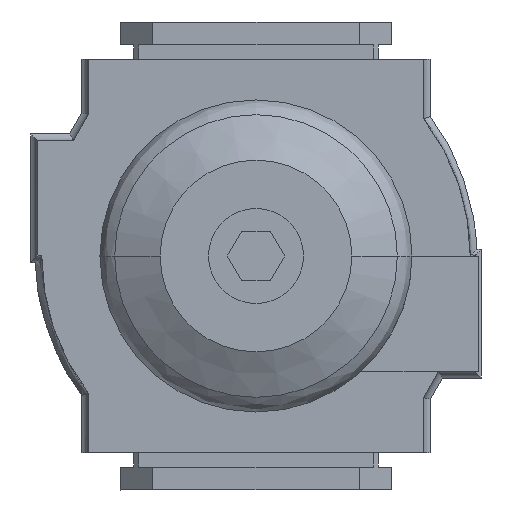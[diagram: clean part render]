
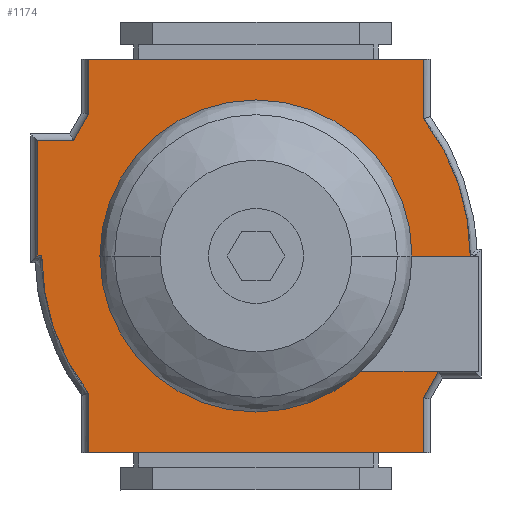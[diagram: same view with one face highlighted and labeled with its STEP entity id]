
A CAD part, front view. The second image highlights one B-rep face of the part: STEP entity #1174.
In plain terms, the highlighted face is planar.
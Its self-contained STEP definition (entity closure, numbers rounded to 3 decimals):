
#5 = ORIENTED_EDGE ( 'NONE', *, *, #4328, .F. ) ;
#10 = DIRECTION ( 'NONE',  ( 1., 0., 0. ) ) ;
#53 = CARTESIAN_POINT ( 'NONE',  ( 23.5, 30.9, 12.4 ) ) ;
#273 = CARTESIAN_POINT ( 'NONE',  ( 18., 30.9, 15.2 ) ) ;
#294 = VECTOR ( 'NONE', #1741, 1000. ) ;
#303 = PLANE ( 'NONE',  #1313 ) ;
#356 = EDGE_CURVE ( 'NONE', #1884, #2483, #3058, .T. ) ;
#380 = LINE ( 'NONE', #2290, #1141 ) ;
#428 = CARTESIAN_POINT ( 'NONE',  ( 23., 30.9, 0. ) ) ;
#472 = DIRECTION ( 'NONE',  ( 0., 0., -1. ) ) ;
#586 = LINE ( 'NONE', #3752, #3593 ) ;
#684 = VERTEX_POINT ( 'NONE', #3358 ) ;
#809 = DIRECTION ( 'NONE',  ( 0., 0., 1. ) ) ;
#868 = CIRCLE ( 'NONE', #2838, 24.2 ) ;
#886 = CARTESIAN_POINT ( 'NONE',  ( 23.5, 30.9, 0. ) ) ;
#900 = CARTESIAN_POINT ( 'NONE',  ( 23., 30.9, 0. ) ) ;
#1023 = VERTEX_POINT ( 'NONE', #2463 ) ;
#1078 = DIRECTION ( 'NONE',  ( 0., 0., 1. ) ) ;
#1141 = VECTOR ( 'NONE', #472, 1000. ) ;
#1165 = EDGE_CURVE ( 'NONE', #5323, #2603, #5032, .T. ) ;
#1174 = ADVANCED_FACE ( 'NONE', ( #5897 ), #303, .T. ) ;
#1218 = VERTEX_POINT ( 'NONE', #900 ) ;
#1303 = CARTESIAN_POINT ( 'NONE',  ( 0., 30.9, 0. ) ) ;
#1304 = CARTESIAN_POINT ( 'NONE',  ( -23.5, 30.9, 0. ) ) ;
#1313 = AXIS2_PLACEMENT_3D ( 'NONE', #1303, #4008, #809 ) ;
#1326 = CARTESIAN_POINT ( 'NONE',  ( -1.2, 30.9, 0. ) ) ;
#1336 = VECTOR ( 'NONE', #5024, 1000. ) ;
#1435 = DIRECTION ( 'NONE',  ( -1., 0., 0. ) ) ;
#1473 = EDGE_CURVE ( 'NONE', #2603, #5773, #1661, .T. ) ;
#1547 = EDGE_CURVE ( 'NONE', #2298, #1218, #3978, .T. ) ;
#1562 = ORIENTED_EDGE ( 'NONE', *, *, #1473, .F. ) ;
#1568 = ORIENTED_EDGE ( 'NONE', *, *, #1768, .F. ) ;
#1661 = LINE ( 'NONE', #4061, #1715 ) ;
#1692 = EDGE_CURVE ( 'NONE', #5773, #2050, #3619, .T. ) ;
#1708 = CARTESIAN_POINT ( 'NONE',  ( 1.2, 30.9, 0. ) ) ;
#1715 = VECTOR ( 'NONE', #3097, 1000. ) ;
#1740 = CARTESIAN_POINT ( 'NONE',  ( -18., 30.9, -15.2 ) ) ;
#1741 = DIRECTION ( 'NONE',  ( -0.496, 0., 0.868 ) ) ;
#1768 = EDGE_CURVE ( 'NONE', #4803, #4972, #380, .T. ) ;
#1820 = AXIS2_PLACEMENT_3D ( 'NONE', #1326, #3784, #4735 ) ;
#1884 = VERTEX_POINT ( 'NONE', #3334 ) ;
#1910 = DIRECTION ( 'NONE',  ( 0.496, 0., -0.868 ) ) ;
#1923 = ORIENTED_EDGE ( 'NONE', *, *, #2143, .F. ) ;
#2050 = VERTEX_POINT ( 'NONE', #3070 ) ;
#2064 = LINE ( 'NONE', #5778, #5634 ) ;
#2089 = EDGE_CURVE ( 'NONE', #684, #1884, #586, .T. ) ;
#2100 = DIRECTION ( 'NONE',  ( 1., 0., 0. ) ) ;
#2143 = EDGE_CURVE ( 'NONE', #4711, #2298, #5790, .T. ) ;
#2152 = CARTESIAN_POINT ( 'NONE',  ( -23.5, 30.9, -12.4 ) ) ;
#2217 = CARTESIAN_POINT ( 'NONE',  ( 18., 30.9, -21.125 ) ) ;
#2222 = CARTESIAN_POINT ( 'NONE',  ( 18., 30.9, 21.125 ) ) ;
#2290 = CARTESIAN_POINT ( 'NONE',  ( -23.5, 30.9, 0. ) ) ;
#2298 = VERTEX_POINT ( 'NONE', #5491 ) ;
#2311 = VERTEX_POINT ( 'NONE', #886 ) ;
#2376 = CARTESIAN_POINT ( 'NONE',  ( 23.5, 30.9, 12.4 ) ) ;
#2463 = CARTESIAN_POINT ( 'NONE',  ( -23., 30.9, 0. ) ) ;
#2483 = VERTEX_POINT ( 'NONE', #4077 ) ;
#2495 = ORIENTED_EDGE ( 'NONE', *, *, #2656, .F. ) ;
#2544 = VECTOR ( 'NONE', #10, 1000. ) ;
#2563 = LINE ( 'NONE', #2655, #294 ) ;
#2603 = VERTEX_POINT ( 'NONE', #2222 ) ;
#2619 = LINE ( 'NONE', #5457, #3203 ) ;
#2632 = EDGE_CURVE ( 'NONE', #1218, #2311, #4238, .T. ) ;
#2655 = CARTESIAN_POINT ( 'NONE',  ( 19.6, 30.9, 12.4 ) ) ;
#2656 = EDGE_CURVE ( 'NONE', #2950, #5502, #4658, .T. ) ;
#2672 = VECTOR ( 'NONE', #3074, 1000. ) ;
#2783 = DIRECTION ( 'NONE',  ( 1., 0., 0. ) ) ;
#2838 = AXIS2_PLACEMENT_3D ( 'NONE', #1708, #4445, #3982 ) ;
#2950 = VERTEX_POINT ( 'NONE', #53 ) ;
#3058 = LINE ( 'NONE', #1740, #3360 ) ;
#3070 = CARTESIAN_POINT ( 'NONE',  ( -18., 30.9, 14.731 ) ) ;
#3074 = DIRECTION ( 'NONE',  ( 0., 0., 1. ) ) ;
#3097 = DIRECTION ( 'NONE',  ( -1., 0., 0. ) ) ;
#3115 = DIRECTION ( 'NONE',  ( 0., 0., -1. ) ) ;
#3152 = CARTESIAN_POINT ( 'NONE',  ( -18., 30.9, 21.125 ) ) ;
#3203 = VECTOR ( 'NONE', #2100, 1000. ) ;
#3285 = CARTESIAN_POINT ( 'NONE',  ( -23.5, 30.9, -12.4 ) ) ;
#3334 = CARTESIAN_POINT ( 'NONE',  ( -18., 30.9, -15.2 ) ) ;
#3348 = LINE ( 'NONE', #5210, #3842 ) ;
#3358 = CARTESIAN_POINT ( 'NONE',  ( -19.6, 30.9, -12.4 ) ) ;
#3360 = VECTOR ( 'NONE', #3115, 1000. ) ;
#3518 = EDGE_CURVE ( 'NONE', #2483, #4711, #2619, .T. ) ;
#3586 = ORIENTED_EDGE ( 'NONE', *, *, #1165, .F. ) ;
#3593 = VECTOR ( 'NONE', #1910, 1000. ) ;
#3619 = LINE ( 'NONE', #3152, #1336 ) ;
#3713 = VECTOR ( 'NONE', #1435, 1000. ) ;
#3752 = CARTESIAN_POINT ( 'NONE',  ( -19.6, 30.9, -12.4 ) ) ;
#3784 = DIRECTION ( 'NONE',  ( 0., -1., 0. ) ) ;
#3842 = VECTOR ( 'NONE', #4611, 1000. ) ;
#3901 = VECTOR ( 'NONE', #1078, 1000. ) ;
#3978 = CIRCLE ( 'NONE', #1820, 24.2 ) ;
#3982 = DIRECTION ( 'NONE',  ( -1., 0., 0. ) ) ;
#3987 = EDGE_CURVE ( 'NONE', #1023, #4803, #2064, .T. ) ;
#4002 = ORIENTED_EDGE ( 'NONE', *, *, #4326, .F. ) ;
#4008 = DIRECTION ( 'NONE',  ( 0., 1., 0. ) ) ;
#4061 = CARTESIAN_POINT ( 'NONE',  ( 18., 30.9, 21.125 ) ) ;
#4077 = CARTESIAN_POINT ( 'NONE',  ( -18., 30.9, -21.125 ) ) ;
#4238 = LINE ( 'NONE', #428, #4301 ) ;
#4263 = ORIENTED_EDGE ( 'NONE', *, *, #3518, .F. ) ;
#4301 = VECTOR ( 'NONE', #2783, 1000. ) ;
#4326 = EDGE_CURVE ( 'NONE', #2050, #1023, #868, .T. ) ;
#4328 = EDGE_CURVE ( 'NONE', #5502, #5323, #2563, .T. ) ;
#4437 = ORIENTED_EDGE ( 'NONE', *, *, #2632, .F. ) ;
#4445 = DIRECTION ( 'NONE',  ( 0., -1., 0. ) ) ;
#4611 = DIRECTION ( 'NONE',  ( 0., 0., 1. ) ) ;
#4658 = LINE ( 'NONE', #2376, #3713 ) ;
#4711 = VERTEX_POINT ( 'NONE', #2217 ) ;
#4735 = DIRECTION ( 'NONE',  ( 1., 0., 0. ) ) ;
#4803 = VERTEX_POINT ( 'NONE', #1304 ) ;
#4876 = CARTESIAN_POINT ( 'NONE',  ( 18., 30.9, -21.125 ) ) ;
#4889 = ORIENTED_EDGE ( 'NONE', *, *, #5959, .F. ) ;
#4947 = DIRECTION ( 'NONE',  ( -1., 0., 0. ) ) ;
#4954 = CARTESIAN_POINT ( 'NONE',  ( 19.6, 30.9, 12.4 ) ) ;
#4972 = VERTEX_POINT ( 'NONE', #2152 ) ;
#5024 = DIRECTION ( 'NONE',  ( 0., 0., -1. ) ) ;
#5032 = LINE ( 'NONE', #273, #2672 ) ;
#5092 = ORIENTED_EDGE ( 'NONE', *, *, #1547, .F. ) ;
#5116 = LINE ( 'NONE', #3285, #2544 ) ;
#5210 = CARTESIAN_POINT ( 'NONE',  ( 23.5, 30.9, 0. ) ) ;
#5323 = VERTEX_POINT ( 'NONE', #5674 ) ;
#5358 = ORIENTED_EDGE ( 'NONE', *, *, #5941, .F. ) ;
#5407 = ORIENTED_EDGE ( 'NONE', *, *, #2089, .F. ) ;
#5457 = CARTESIAN_POINT ( 'NONE',  ( -18., 30.9, -21.125 ) ) ;
#5491 = CARTESIAN_POINT ( 'NONE',  ( 18., 30.9, -14.731 ) ) ;
#5502 = VERTEX_POINT ( 'NONE', #4954 ) ;
#5583 = ORIENTED_EDGE ( 'NONE', *, *, #3987, .F. ) ;
#5634 = VECTOR ( 'NONE', #4947, 1000. ) ;
#5666 = CARTESIAN_POINT ( 'NONE',  ( -18., 30.9, 21.125 ) ) ;
#5674 = CARTESIAN_POINT ( 'NONE',  ( 18., 30.9, 15.2 ) ) ;
#5745 = ORIENTED_EDGE ( 'NONE', *, *, #1692, .F. ) ;
#5773 = VERTEX_POINT ( 'NONE', #5666 ) ;
#5778 = CARTESIAN_POINT ( 'NONE',  ( -23., 30.9, 0. ) ) ;
#5790 = LINE ( 'NONE', #4876, #3901 ) ;
#5880 = EDGE_LOOP ( 'NONE', ( #4437, #5092, #1923, #4263, #5915, #5407, #4889, #1568, #5583, #4002, #5745, #1562, #3586, #5, #2495, #5358 ) ) ;
#5897 = FACE_OUTER_BOUND ( 'NONE', #5880, .T. ) ;
#5915 = ORIENTED_EDGE ( 'NONE', *, *, #356, .F. ) ;
#5941 = EDGE_CURVE ( 'NONE', #2311, #2950, #3348, .T. ) ;
#5959 = EDGE_CURVE ( 'NONE', #4972, #684, #5116, .T. ) ;
